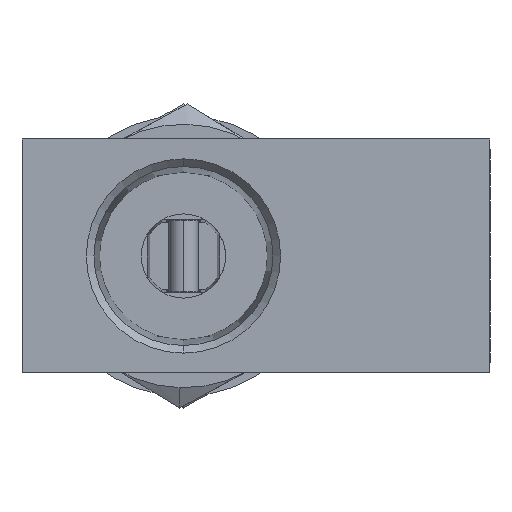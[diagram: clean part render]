
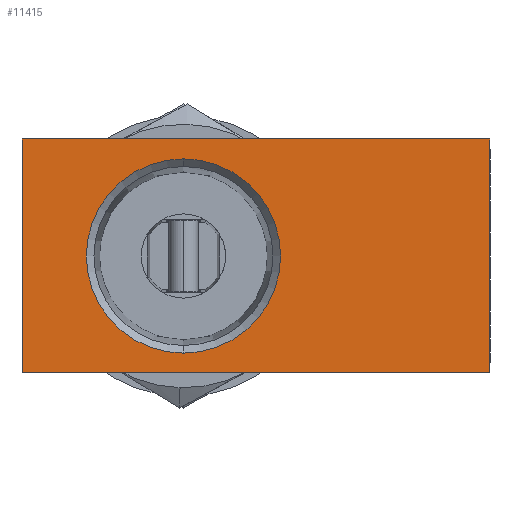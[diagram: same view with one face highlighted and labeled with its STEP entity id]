
A CAD part, left-side view. The second image highlights one B-rep face of the part: STEP entity #11415.
In plain terms, the highlighted planar face has unit normal (-1, 0, 0).
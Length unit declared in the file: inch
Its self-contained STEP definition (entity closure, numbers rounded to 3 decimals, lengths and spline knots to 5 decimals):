
#57 = VECTOR ( 'NONE', #2489, 39.37008 ) ;
#209 = LINE ( 'NONE', #5163, #4590 ) ;
#330 = VECTOR ( 'NONE', #5502, 39.37008 ) ;
#351 = EDGE_CURVE ( 'NONE', #10770, #9514, #7101, .T. ) ;
#388 = EDGE_CURVE ( 'NONE', #6359, #10719, #5719, .T. ) ;
#544 = CARTESIAN_POINT ( 'NONE',  ( -1.125, -0.5, 0.25 ) ) ;
#850 = PLANE ( 'NONE',  #9751 ) ;
#866 = EDGE_LOOP ( 'NONE', ( #6484, #9469 ) ) ;
#1523 = CARTESIAN_POINT ( 'NONE',  ( -1.125, 0.5, 0.25 ) ) ;
#1635 = CARTESIAN_POINT ( 'NONE',  ( -1.125, 0.155, -0.2075 ) ) ;
#1783 = EDGE_CURVE ( 'NONE', #6635, #12659, #11278, .T. ) ;
#1820 = DIRECTION ( 'NONE',  ( 0., 0., 1. ) ) ;
#2430 = DIRECTION ( 'NONE',  ( 0., 0., -1. ) ) ;
#2489 = DIRECTION ( 'NONE',  ( 0., -1., 0. ) ) ;
#3271 = FACE_OUTER_BOUND ( 'NONE', #10538, .T. ) ;
#3360 = CARTESIAN_POINT ( 'NONE',  ( -1.125, 0.155, 0.2075 ) ) ;
#3550 = CARTESIAN_POINT ( 'NONE',  ( -1.125, 0.155, 0. ) ) ;
#3817 = EDGE_CURVE ( 'NONE', #12659, #10770, #10993, .T. ) ;
#4044 = EDGE_CURVE ( 'NONE', #9514, #6635, #209, .T. ) ;
#4331 = EDGE_CURVE ( 'NONE', #10719, #6359, #8140, .T. ) ;
#4590 = VECTOR ( 'NONE', #11279, 39.37008 ) ;
#5163 = CARTESIAN_POINT ( 'NONE',  ( -1.125, -0.5, -0.25 ) ) ;
#5276 = ORIENTED_EDGE ( 'NONE', *, *, #351, .F. ) ;
#5362 = CARTESIAN_POINT ( 'NONE',  ( -1.125, -0.5, 0.25 ) ) ;
#5502 = DIRECTION ( 'NONE',  ( 0., 0., 1. ) ) ;
#5719 = CIRCLE ( 'NONE', #10082, 0.2075 ) ;
#5737 = CARTESIAN_POINT ( 'NONE',  ( -1.125, 0.5, 0.25 ) ) ;
#6185 = VECTOR ( 'NONE', #2430, 39.37008 ) ;
#6359 = VERTEX_POINT ( 'NONE', #3360 ) ;
#6484 = ORIENTED_EDGE ( 'NONE', *, *, #388, .F. ) ;
#6635 = VERTEX_POINT ( 'NONE', #7821 ) ;
#6944 = ORIENTED_EDGE ( 'NONE', *, *, #1783, .F. ) ;
#7076 = ORIENTED_EDGE ( 'NONE', *, *, #4044, .F. ) ;
#7101 = LINE ( 'NONE', #5362, #6185 ) ;
#7301 = FACE_BOUND ( 'NONE', #866, .T. ) ;
#7359 = ORIENTED_EDGE ( 'NONE', *, *, #3817, .F. ) ;
#7821 = CARTESIAN_POINT ( 'NONE',  ( -1.125, 0.5, -0.25 ) ) ;
#8140 = CIRCLE ( 'NONE', #8577, 0.2075 ) ;
#8577 = AXIS2_PLACEMENT_3D ( 'NONE', #10515, #8914, #11884 ) ;
#8914 = DIRECTION ( 'NONE',  ( -1., 0., 0. ) ) ;
#9220 = CARTESIAN_POINT ( 'NONE',  ( -1.125, -0.5, -0.25 ) ) ;
#9469 = ORIENTED_EDGE ( 'NONE', *, *, #4331, .F. ) ;
#9514 = VERTEX_POINT ( 'NONE', #9220 ) ;
#9751 = AXIS2_PLACEMENT_3D ( 'NONE', #5737, #12690, #12731 ) ;
#9851 = DIRECTION ( 'NONE',  ( -1., 0., 0. ) ) ;
#9916 = CARTESIAN_POINT ( 'NONE',  ( -1.125, 0.5, 0.25 ) ) ;
#10082 = AXIS2_PLACEMENT_3D ( 'NONE', #3550, #9851, #1820 ) ;
#10515 = CARTESIAN_POINT ( 'NONE',  ( -1.125, 0.155, 0. ) ) ;
#10538 = EDGE_LOOP ( 'NONE', ( #7359, #6944, #7076, #5276 ) ) ;
#10565 = CARTESIAN_POINT ( 'NONE',  ( -1.125, -0.5, 0.25 ) ) ;
#10719 = VERTEX_POINT ( 'NONE', #1635 ) ;
#10770 = VERTEX_POINT ( 'NONE', #10565 ) ;
#10993 = LINE ( 'NONE', #544, #57 ) ;
#11278 = LINE ( 'NONE', #1523, #330 ) ;
#11279 = DIRECTION ( 'NONE',  ( 0., 1., 0. ) ) ;
#11415 = ADVANCED_FACE ( 'NONE', ( #7301, #3271 ), #850, .T. ) ;
#11884 = DIRECTION ( 'NONE',  ( 0., 0., 1. ) ) ;
#12659 = VERTEX_POINT ( 'NONE', #9916 ) ;
#12690 = DIRECTION ( 'NONE',  ( -1., 0., 0. ) ) ;
#12731 = DIRECTION ( 'NONE',  ( 0., 0., 1. ) ) ;
